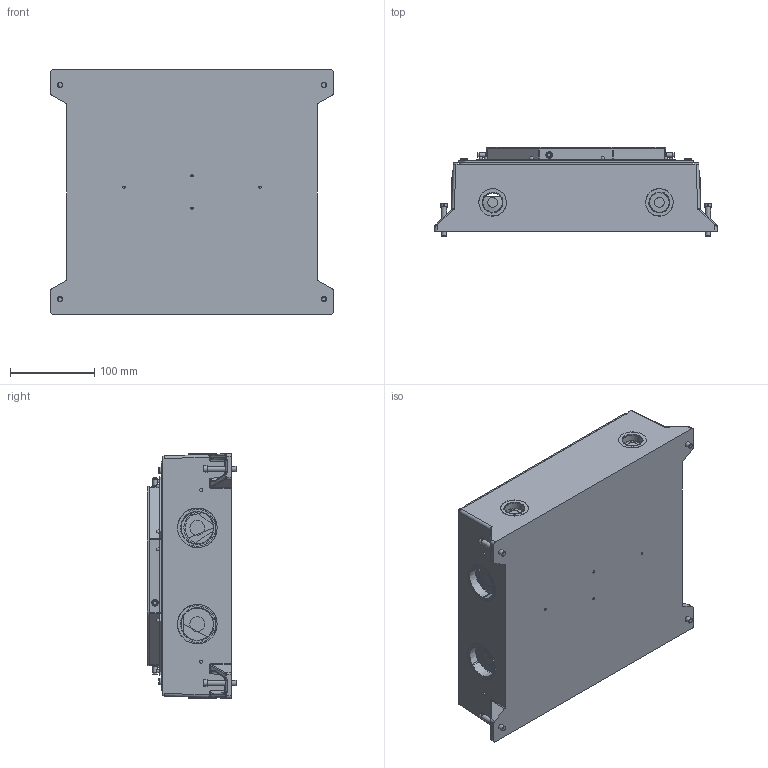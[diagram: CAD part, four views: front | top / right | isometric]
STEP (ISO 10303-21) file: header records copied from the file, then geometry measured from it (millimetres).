
FILE_DESCRIPTION(/* description */ (''),/* implementation_level */ '2;1');
FILE_NAME(/* name */ 'CFB4G30RCI.stp',/* time_stamp */ '2023-10-17T15:41:24-04:00',/* author */ ('adiakomis'),/* organization */ (''),/* preprocessor_version */ 'ST-DEVELOPER v18.1',/* originating_system */ 'AutoCAD Mechanical',/* authorisation */ '');
FILE_SCHEMA (('AUTOMOTIVE_DESIGN { 1 0 10303 214 3 1 1 }'));
Products named in the file (2): Product; M-13894_Shrinkwrap_1
Assembly tree (1 placements, depth 2):
  Product
    M-13894_Shrinkwrap_1
Bounding box: 335.13 x 105.84 x 290.46 mm (x, y, z)
Volume: 7545490.5 mm3; surface area: 531619.8 mm2
Topology: 1 solids, 34 shells, 1957 faces, 4961 edges, 3086 vertices
Faces by surface type: plane 1066, cylinder 461, cone 220, bspline 148, torus 52, sphere 10
Full cylindrical faces by diameter (mm): 2.705 x4, 3.175 x10, 3.251 x1, 3.302 x4, 3.327 x9, 3.404 x9, 3.52 x2, 3.556 x4, 4.067 x11, 4.436 x3, 4.496 x4, 4.775 x4, 4.928 x4, 5.182 x4, 5.258 x9, 5.385 x4, 5.41 x4, 6.144 x8, 7.366 x4, 7.874 x4, 7.976 x4, 23.127 x6, 32.639 x4, 43.656 x4, 46.99 x4
Entity records: 62133 total; most frequent: CARTESIAN_POINT 15364, ORIENTED_EDGE 9854, DIRECTION 9719, EDGE_CURVE 4927, AXIS2_PLACEMENT_3D 3458, VERTEX_POINT 3086, LINE 2803, VECTOR 2803
